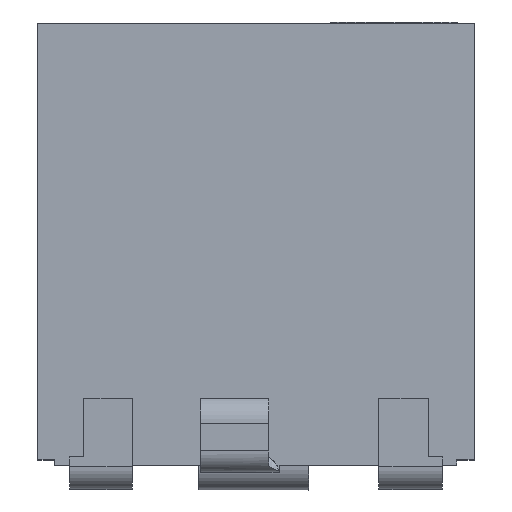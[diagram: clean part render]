
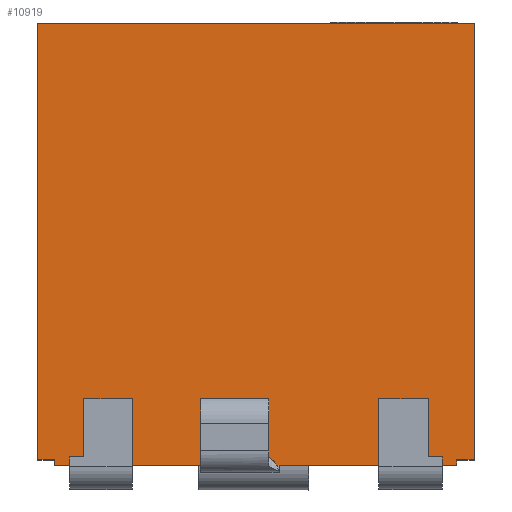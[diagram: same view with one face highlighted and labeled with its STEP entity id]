
A CAD part, top view. The second image highlights one B-rep face of the part: STEP entity #10919.
In plain terms, the highlighted planar face has unit normal (0, 0, 1).
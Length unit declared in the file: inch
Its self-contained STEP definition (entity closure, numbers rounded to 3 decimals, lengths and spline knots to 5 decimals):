
#1974=DIRECTION('',(1.,0.,0.));
#1975=VECTOR('',#1974,0.0351);
#1976=CARTESIAN_POINT('',(0.0156,-0.0799,0.1248));
#1977=LINE('',#1976,#1975);
#1990=DIRECTION('',(1.,0.,0.));
#1991=VECTOR('',#1990,0.005);
#1992=CARTESIAN_POINT('',(0.073,-0.0799,0.1248));
#1993=LINE('',#1992,#1991);
#2014=DIRECTION('',(1.,0.,0.));
#2015=VECTOR('',#2014,0.0053);
#2016=CARTESIAN_POINT('',(-0.0633,-0.0799,0.1248));
#2017=LINE('',#2016,#2015);
#2030=DIRECTION('',(1.,0.,0.));
#2031=VECTOR('',#2030,0.024);
#2032=CARTESIAN_POINT('',(-0.036,-0.0799,0.1248));
#2033=LINE('',#2032,#2031);
#2052=DIRECTION('',(0.,1.,0.));
#2053=VECTOR('',#2052,0.00944);
#2054=CARTESIAN_POINT('',(-0.012,-0.06594,0.1248));
#2055=LINE('',#2054,#2053);
#2074=DIRECTION('',(0.,-1.,0.));
#2075=VECTOR('',#2074,0.00944);
#2076=CARTESIAN_POINT('',(0.012,-0.0565,0.1248));
#2077=LINE('',#2076,#2075);
#2100=DIRECTION('',(1.,0.,0.));
#2101=VECTOR('',#2100,0.024);
#2102=CARTESIAN_POINT('',(-0.012,-0.0565,0.1248));
#2103=LINE('',#2102,#2101);
#2104=DIRECTION('',(0.,1.,0.));
#2105=VECTOR('',#2104,0.0205);
#2106=CARTESIAN_POINT('',(0.068,-0.077,0.1248));
#2107=LINE('',#2106,#2105);
#2108=DIRECTION('',(0.,-1.,0.));
#2109=VECTOR('',#2108,0.0234);
#2110=CARTESIAN_POINT('',(0.0507,-0.0565,0.1248));
#2111=LINE('',#2110,#2109);
#2112=CARTESIAN_POINT('',(0.01476,-0.0799,0.1248));
#2113=CARTESIAN_POINT('',(0.01467,-0.07973,0.1248));
#2114=CARTESIAN_POINT('',(0.01449,-0.07941,0.1248));
#2115=CARTESIAN_POINT('',(0.01418,-0.07895,0.1248));
#2116=CARTESIAN_POINT('',(0.01384,-0.07853,0.1248));
#2117=CARTESIAN_POINT('',(0.01346,-0.07814,0.1248));
#2118=CARTESIAN_POINT('',(0.01304,-0.07776,0.1248));
#2119=CARTESIAN_POINT('',(0.01255,-0.07738,0.1248));
#2120=CARTESIAN_POINT('',(0.01219,-0.07715,0.1248));
#2121=CARTESIAN_POINT('',(0.012,-0.07703,0.1248));
#2123=DIRECTION('',(0.,1.,0.));
#2124=VECTOR('',#2123,0.00375);
#2125=CARTESIAN_POINT('',(0.012,-0.07703,0.1248));
#2126=LINE('',#2125,#2124);
#2127=DIRECTION('',(0.,-1.,0.));
#2128=VECTOR('',#2127,0.00662);
#2129=CARTESIAN_POINT('',(-0.012,-0.07328,0.1248));
#2130=LINE('',#2129,#2128);
#2131=DIRECTION('',(0.,1.,0.));
#2132=VECTOR('',#2131,0.0234);
#2133=CARTESIAN_POINT('',(-0.036,-0.0799,0.1248));
#2134=LINE('',#2133,#2132);
#2135=DIRECTION('',(0.,-1.,0.));
#2136=VECTOR('',#2135,0.0205);
#2137=CARTESIAN_POINT('',(-0.053,-0.0565,0.1248));
#2138=LINE('',#2137,#2136);
#2139=DIRECTION('',(-1.,0.,0.));
#2140=VECTOR('',#2139,0.005);
#2141=CARTESIAN_POINT('',(-0.053,-0.077,0.1248));
#2142=LINE('',#2141,#2140);
#2143=DIRECTION('',(0.,-1.,0.));
#2144=VECTOR('',#2143,0.0029);
#2145=CARTESIAN_POINT('',(-0.058,-0.077,0.1248));
#2146=LINE('',#2145,#2144);
#2147=DIRECTION('',(0.,1.,0.));
#2148=VECTOR('',#2147,0.0019);
#2149=CARTESIAN_POINT('',(-0.0633,-0.0799,0.1248));
#2150=LINE('',#2149,#2148);
#2151=DIRECTION('',(0.,1.,0.));
#2152=VECTOR('',#2151,0.1534);
#2153=CARTESIAN_POINT('',(-0.0692,-0.078,0.1248));
#2154=LINE('',#2153,#2152);
#2155=DIRECTION('',(1.,0.,0.));
#2156=VECTOR('',#2155,0.1534);
#2157=CARTESIAN_POINT('',(-0.0692,0.0754,0.1248));
#2158=LINE('',#2157,#2156);
#2159=DIRECTION('',(0.,-1.,0.));
#2160=VECTOR('',#2159,0.0019);
#2161=CARTESIAN_POINT('',(0.078,-0.078,0.1248));
#2162=LINE('',#2161,#2160);
#2163=DIRECTION('',(0.,1.,0.));
#2164=VECTOR('',#2163,0.0029);
#2165=CARTESIAN_POINT('',(0.073,-0.0799,0.1248));
#2166=LINE('',#2165,#2164);
#2167=DIRECTION('',(-1.,0.,0.));
#2168=VECTOR('',#2167,0.005);
#2169=CARTESIAN_POINT('',(0.073,-0.077,0.1248));
#2170=LINE('',#2169,#2168);
#2255=DIRECTION('',(1.,0.,0.));
#2256=VECTOR('',#2255,0.0173);
#2257=CARTESIAN_POINT('',(0.0507,-0.0565,0.1248));
#2258=LINE('',#2257,#2256);
#2263=DIRECTION('',(1.,0.,0.));
#2264=VECTOR('',#2263,0.00084);
#2265=CARTESIAN_POINT('',(0.01476,-0.0799,0.1248));
#2266=LINE('',#2265,#2264);
#2325=DIRECTION('',(1.,0.,0.));
#2326=VECTOR('',#2325,0.024);
#2327=CARTESIAN_POINT('',(-0.012,-0.07328,0.1248));
#2328=LINE('',#2327,#2326);
#2345=DIRECTION('',(-1.,0.,0.));
#2346=VECTOR('',#2345,0.024);
#2347=CARTESIAN_POINT('',(0.012,-0.06594,0.1248));
#2348=LINE('',#2347,#2346);
#2433=DIRECTION('',(1.,0.,0.));
#2434=VECTOR('',#2433,0.017);
#2435=CARTESIAN_POINT('',(-0.053,-0.0565,0.1248));
#2436=LINE('',#2435,#2434);
#2449=DIRECTION('',(1.,0.,0.));
#2450=VECTOR('',#2449,0.0059);
#2451=CARTESIAN_POINT('',(-0.0692,-0.078,0.1248));
#2452=LINE('',#2451,#2450);
#2471=DIRECTION('',(0.,1.,0.));
#2472=VECTOR('',#2471,0.1534);
#2473=CARTESIAN_POINT('',(0.0842,-0.078,0.1248));
#2474=LINE('',#2473,#2472);
#2483=DIRECTION('',(1.,0.,0.));
#2484=VECTOR('',#2483,0.0062);
#2485=CARTESIAN_POINT('',(0.078,-0.078,0.1248));
#2486=LINE('',#2485,#2484);
#9253=CARTESIAN_POINT('',(-0.012,-0.0799,0.1248));
#9255=VERTEX_POINT('',#9253);
#9258=CARTESIAN_POINT('',(0.0156,-0.0799,0.1248));
#9259=VERTEX_POINT('',#9258);
#9260=CARTESIAN_POINT('',(0.0507,-0.0799,0.1248));
#9261=VERTEX_POINT('',#9260);
#9266=CARTESIAN_POINT('',(0.073,-0.0799,0.1248));
#9267=VERTEX_POINT('',#9266);
#9268=CARTESIAN_POINT('',(0.078,-0.0799,0.1248));
#9269=VERTEX_POINT('',#9268);
#9270=CARTESIAN_POINT('',(-0.0633,-0.0799,0.1248));
#9271=VERTEX_POINT('',#9270);
#9272=CARTESIAN_POINT('',(-0.058,-0.0799,0.1248));
#9273=VERTEX_POINT('',#9272);
#9278=CARTESIAN_POINT('',(-0.036,-0.0799,0.1248));
#9279=VERTEX_POINT('',#9278);
#9284=CARTESIAN_POINT('',(-0.012,-0.07328,0.1248));
#9285=VERTEX_POINT('',#9284);
#9290=CARTESIAN_POINT('',(-0.012,-0.06594,0.1248));
#9291=VERTEX_POINT('',#9290);
#9292=CARTESIAN_POINT('',(-0.012,-0.0565,0.1248));
#9293=VERTEX_POINT('',#9292);
#9298=CARTESIAN_POINT('',(0.012,-0.0565,0.1248));
#9299=VERTEX_POINT('',#9298);
#9300=CARTESIAN_POINT('',(0.012,-0.06594,0.1248));
#9301=VERTEX_POINT('',#9300);
#9306=CARTESIAN_POINT('',(0.012,-0.07328,0.1248));
#9307=VERTEX_POINT('',#9306);
#9308=CARTESIAN_POINT('',(0.012,-0.07703,0.1248));
#9309=VERTEX_POINT('',#9308);
#9314=CARTESIAN_POINT('',(0.068,-0.077,0.1248));
#9315=CARTESIAN_POINT('',(0.068,-0.0565,0.1248));
#9316=VERTEX_POINT('',#9314);
#9317=VERTEX_POINT('',#9315);
#9318=CARTESIAN_POINT('',(0.0507,-0.0565,0.1248));
#9319=VERTEX_POINT('',#9318);
#9320=CARTESIAN_POINT('',(0.01476,-0.0799,0.1248));
#9321=VERTEX_POINT('',#9320);
#9322=CARTESIAN_POINT('',(-0.036,-0.0565,0.1248));
#9323=VERTEX_POINT('',#9322);
#9324=CARTESIAN_POINT('',(-0.053,-0.0565,0.1248));
#9325=VERTEX_POINT('',#9324);
#9326=CARTESIAN_POINT('',(-0.053,-0.077,0.1248));
#9327=VERTEX_POINT('',#9326);
#9328=CARTESIAN_POINT('',(-0.058,-0.077,0.1248));
#9329=VERTEX_POINT('',#9328);
#9330=CARTESIAN_POINT('',(-0.0633,-0.078,0.1248));
#9331=VERTEX_POINT('',#9330);
#9332=CARTESIAN_POINT('',(-0.0692,-0.078,0.1248));
#9333=VERTEX_POINT('',#9332);
#9334=CARTESIAN_POINT('',(-0.0692,0.0754,0.1248));
#9335=VERTEX_POINT('',#9334);
#9336=CARTESIAN_POINT('',(0.0842,0.0754,0.1248));
#9337=VERTEX_POINT('',#9336);
#9338=CARTESIAN_POINT('',(0.0842,-0.078,0.1248));
#9339=VERTEX_POINT('',#9338);
#9340=CARTESIAN_POINT('',(0.078,-0.078,0.1248));
#9341=VERTEX_POINT('',#9340);
#9342=CARTESIAN_POINT('',(0.073,-0.077,0.1248));
#9343=VERTEX_POINT('',#9342);
#10859=CARTESIAN_POINT('',(-0.062,-0.06,0.1248));
#10860=DIRECTION('',(0.,0.,1.));
#10861=DIRECTION('',(1.,0.,0.));
#10862=AXIS2_PLACEMENT_3D('',#10859,#10860,#10861);
#10863=PLANE('',#10862);
#10865=ORIENTED_EDGE('',*,*,#10864,.T.);
#10867=ORIENTED_EDGE('',*,*,#10866,.F.);
#10869=ORIENTED_EDGE('',*,*,#10868,.T.);
#10870=ORIENTED_EDGE('',*,*,#10741,.F.);
#10872=ORIENTED_EDGE('',*,*,#10871,.F.);
#10874=ORIENTED_EDGE('',*,*,#10873,.T.);
#10875=ORIENTED_EDGE('',*,*,#10835,.T.);
#10877=ORIENTED_EDGE('',*,*,#10876,.F.);
#10878=ORIENTED_EDGE('',*,*,#10789,.T.);
#10879=ORIENTED_EDGE('',*,*,#10774,.F.);
#10881=ORIENTED_EDGE('',*,*,#10880,.T.);
#10883=ORIENTED_EDGE('',*,*,#10882,.F.);
#10885=ORIENTED_EDGE('',*,*,#10884,.T.);
#10887=ORIENTED_EDGE('',*,*,#10886,.T.);
#10889=ORIENTED_EDGE('',*,*,#10888,.T.);
#10890=ORIENTED_EDGE('',*,*,#10766,.F.);
#10892=ORIENTED_EDGE('',*,*,#10891,.T.);
#10894=ORIENTED_EDGE('',*,*,#10893,.F.);
#10896=ORIENTED_EDGE('',*,*,#10895,.T.);
#10898=ORIENTED_EDGE('',*,*,#10897,.T.);
#10900=ORIENTED_EDGE('',*,*,#10899,.F.);
#10902=ORIENTED_EDGE('',*,*,#10901,.F.);
#10904=ORIENTED_EDGE('',*,*,#10903,.T.);
#10905=ORIENTED_EDGE('',*,*,#10749,.F.);
#10907=ORIENTED_EDGE('',*,*,#10906,.T.);
#10909=ORIENTED_EDGE('',*,*,#10908,.T.);
#10910=EDGE_LOOP('',(#10865,#10867,#10869,#10870,#10872,#10874,#10875,#10877,
#10878,#10879,#10881,#10883,#10885,#10887,#10889,#10890,#10892,#10894,#10896,
#10898,#10900,#10902,#10904,#10905,#10907,#10909));
#10911=FACE_OUTER_BOUND('',#10910,.F.);
#10912=ORIENTED_EDGE('',*,*,#10854,.F.);
#10913=ORIENTED_EDGE('',*,*,#10797,.F.);
#10915=ORIENTED_EDGE('',*,*,#10914,.F.);
#10916=ORIENTED_EDGE('',*,*,#10827,.F.);
#10917=EDGE_LOOP('',(#10912,#10913,#10915,#10916));
#10918=FACE_BOUND('',#10917,.F.);
#10919=ADVANCED_FACE('',(#10911,#10918),#10863,.T.);
#2122=B_SPLINE_CURVE_WITH_KNOTS('',3,(#2112,#2113,#2114,#2115,#2116,#2117,#2118,
#2119,#2120,#2121),.UNSPECIFIED.,.F.,.F.,(4,1,1,1,1,1,1,4),(0.,
0.14222,0.27687,0.40868,0.54201,
0.68146,0.83222,1.),.UNSPECIFIED.);
#10741=EDGE_CURVE('',#9259,#9261,#1977,.T.);
#10749=EDGE_CURVE('',#9267,#9269,#1993,.T.);
#10766=EDGE_CURVE('',#9271,#9273,#2017,.T.);
#10774=EDGE_CURVE('',#9279,#9255,#2033,.T.);
#10789=EDGE_CURVE('',#9285,#9255,#2130,.T.);
#10797=EDGE_CURVE('',#9291,#9293,#2055,.T.);
#10827=EDGE_CURVE('',#9299,#9301,#2077,.T.);
#10835=EDGE_CURVE('',#9309,#9307,#2126,.T.);
#10854=EDGE_CURVE('',#9293,#9299,#2103,.T.);
#10864=EDGE_CURVE('',#9316,#9317,#2107,.T.);
#10866=EDGE_CURVE('',#9319,#9317,#2258,.T.);
#10868=EDGE_CURVE('',#9319,#9261,#2111,.T.);
#10871=EDGE_CURVE('',#9321,#9259,#2266,.T.);
#10873=EDGE_CURVE('',#9321,#9309,#2122,.T.);
#10876=EDGE_CURVE('',#9285,#9307,#2328,.T.);
#10880=EDGE_CURVE('',#9279,#9323,#2134,.T.);
#10882=EDGE_CURVE('',#9325,#9323,#2436,.T.);
#10884=EDGE_CURVE('',#9325,#9327,#2138,.T.);
#10886=EDGE_CURVE('',#9327,#9329,#2142,.T.);
#10888=EDGE_CURVE('',#9329,#9273,#2146,.T.);
#10891=EDGE_CURVE('',#9271,#9331,#2150,.T.);
#10893=EDGE_CURVE('',#9333,#9331,#2452,.T.);
#10895=EDGE_CURVE('',#9333,#9335,#2154,.T.);
#10897=EDGE_CURVE('',#9335,#9337,#2158,.T.);
#10899=EDGE_CURVE('',#9339,#9337,#2474,.T.);
#10901=EDGE_CURVE('',#9341,#9339,#2486,.T.);
#10903=EDGE_CURVE('',#9341,#9269,#2162,.T.);
#10906=EDGE_CURVE('',#9267,#9343,#2166,.T.);
#10908=EDGE_CURVE('',#9343,#9316,#2170,.T.);
#10914=EDGE_CURVE('',#9301,#9291,#2348,.T.);
